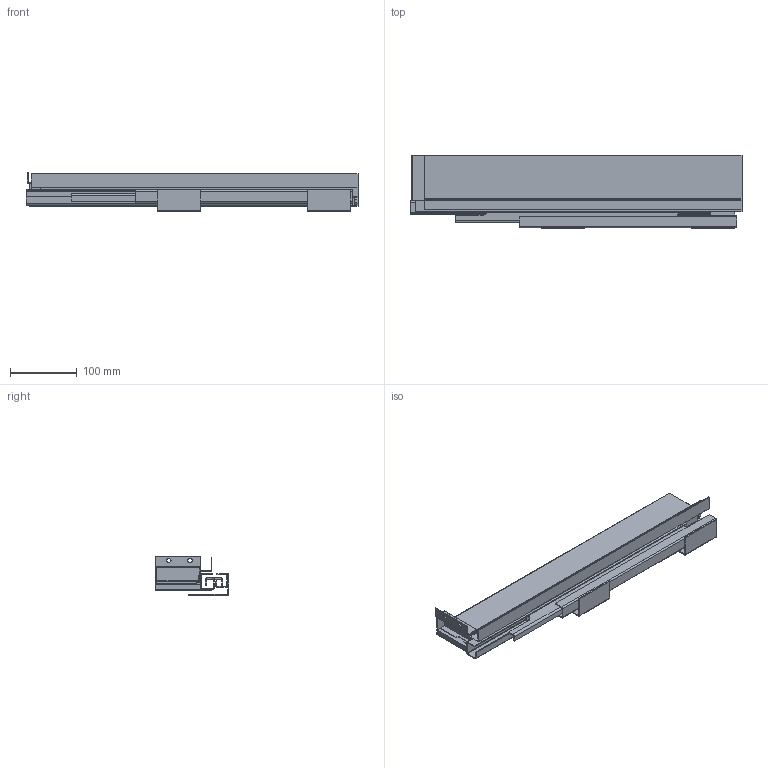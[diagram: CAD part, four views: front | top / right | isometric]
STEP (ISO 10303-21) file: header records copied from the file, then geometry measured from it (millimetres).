
FILE_DESCRIPTION (( 'STEP AP214' ), '1' );
FILE_NAME ('F007416,F007442-CLOSED-RIGHT_3D.step', '2023-08-22T11:00:01', ( '' ), ( '' ), 'SwSTEP 2.0', 'SolidWorks 2020', '' );
FILE_SCHEMA (( 'AUTOMOTIVE_DESIGN' ));
Length unit declared in the file: millimetre
Products named in the file (8): ND60-drzak zad-H84-PRAVY; F007416,F007442-CLOSED-RIGHT_3D; ND30-VYSUV-500-CLOSED_RIGHT; Riex ND60 Bocnice-500-H84-PRAVA; ND30-500-VNEJSI PRAVY; ND30-500-STREDNI PRAVY; ND60-boènice sestava H84-500-PRAVA; ND30-500-VNITRNI PRAVY
Assembly tree (7 placements, depth 3):
  F007416,F007442-CLOSED-RIGHT_3D
    ND60-boènice sestava H84-500-PRAVA
      Riex ND60 Bocnice-500-H84-PRAVA
      ND60-drzak zad-H84-PRAVY
    ND30-VYSUV-500-CLOSED_RIGHT
      ND30-500-VNEJSI PRAVY
      ND30-500-STREDNI PRAVY
      ND30-500-VNITRNI PRAVY
Bounding box: 497.5 x 110.2 x 58.5 mm (x, y, z)
Volume: 234703 mm3; surface area: 446512.8 mm2
Topology: 11 solids, 11 shells, 285 faces, 739 edges, 476 vertices
Faces by surface type: plane 140, cylinder 97, cone 48
Entity records: 9155 total; most frequent: DIRECTION 1575, CARTESIAN_POINT 1512, ORIENTED_EDGE 1478, EDGE_CURVE 739, AXIS2_PLACEMENT_3D 539, VECTOR 497, LINE 497, VERTEX_POINT 476
